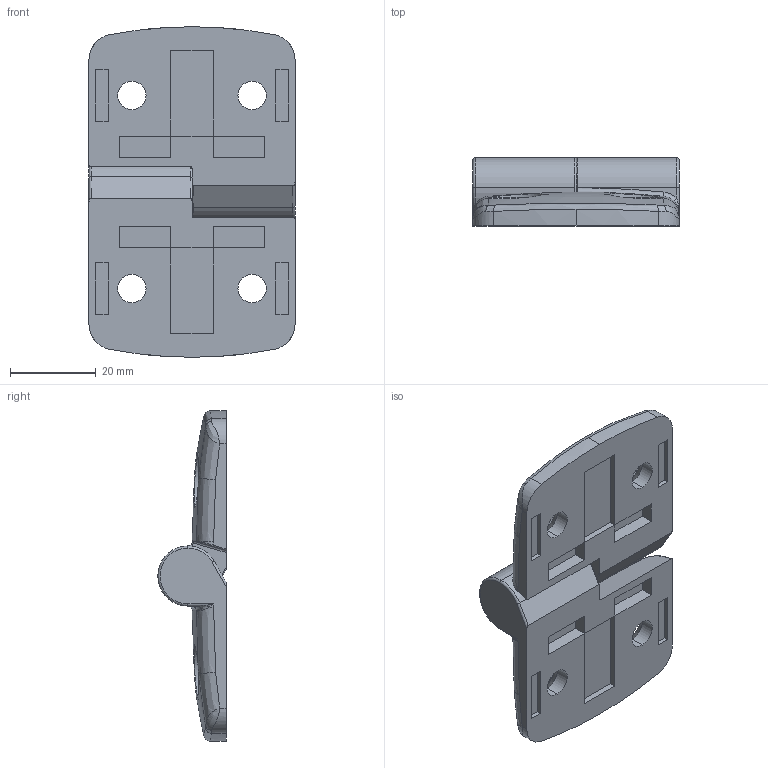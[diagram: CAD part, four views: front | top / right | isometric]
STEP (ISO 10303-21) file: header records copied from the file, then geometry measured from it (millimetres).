
FILE_DESCRIPTION (( 'STEP AP214' ), '1' );
FILE_NAME ('095k4040L00.STEP', '2014-08-13T11:45:33', ( '' ), ( '' ), 'SwSTEP 2.0', 'SolidWorks 2014', '' );
FILE_SCHEMA (( 'AUTOMOTIVE_DESIGN' ));
Length unit declared in the file: millimetre
Products named in the file (3): achse_6-44; 095k40L00_095 k 40 l00; 095k4040L00
Assembly tree (3 placements, depth 2):
  095k4040L00
    095k40L00_095 k 40 l00  x2
    achse_6-44
Bounding box: 48 x 15.9 x 77 mm (x, y, z)
Volume: 24680.4 mm3; surface area: 12458.7 mm2
Topology: 3 solids, 3 shells, 174 faces, 430 edges, 264 vertices
Faces by surface type: plane 68, cylinder 44, bspline 38, cone 12, torus 12
Entity records: 3813 total; most frequent: CARTESIAN_POINT 1710, ORIENTED_EDGE 438, DIRECTION 369, EDGE_CURVE 219, VERTEX_POINT 136, AXIS2_PLACEMENT_3D 133, VECTOR 103, LINE 103
